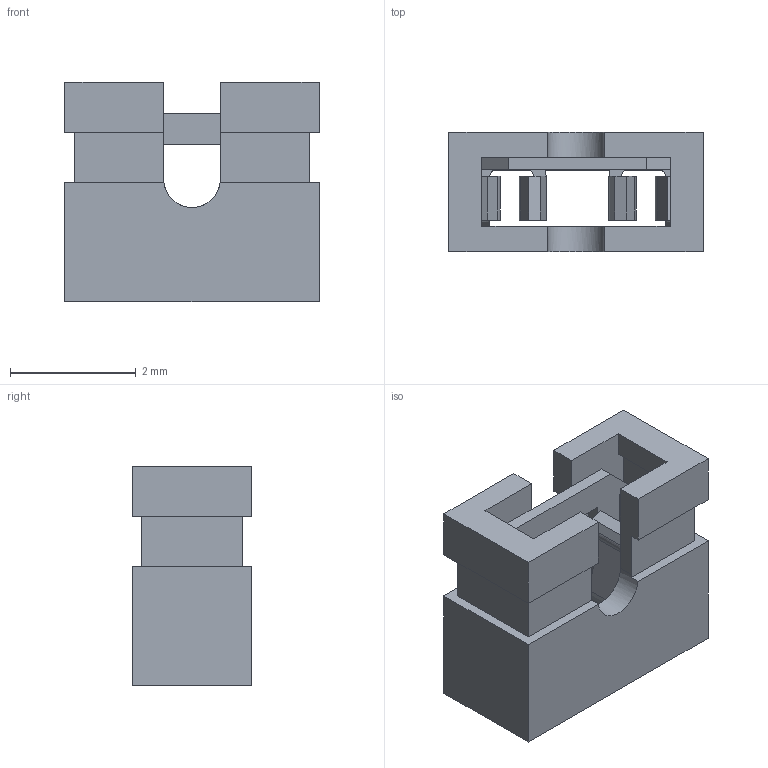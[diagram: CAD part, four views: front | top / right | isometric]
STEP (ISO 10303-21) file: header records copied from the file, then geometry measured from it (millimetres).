
FILE_DESCRIPTION( ( 'Unknown' ), '1' );
FILE_NAME( '60800213421.stp', 'Unknown', ( 'Unknown' ), ( 'Unknown' ), 'PSStep 18.0.17', 'Unknown', ' ' );
FILE_SCHEMA( ( 'AUTOMOTIVE_DESIGN { 1 0 10303 214 1 1 1 1 }' ) );
Length unit declared in the file: millimetre
Products named in the file (3): Assem1; 60800213421; 60800213421_PIN
Assembly tree (2 placements, depth 2):
  Assem1
    60800213421
    60800213421_PIN
Bounding box: 4.05 x 1.9 x 3.5 mm (x, y, z)
Volume: 14.4 mm3; surface area: 110 mm2
Topology: 2 solids, 2 shells, 121 faces, 326 edges, 208 vertices
Faces by surface type: plane 93, cylinder 26, extrusion 2
Entity records: 4796 total; most frequent: CARTESIAN_POINT 700, ORIENTED_EDGE 652, DIRECTION 624, EDGE_CURVE 326, VECTOR 268, LINE 266, VERTEX_POINT 208, AXIS2_PLACEMENT_3D 178
